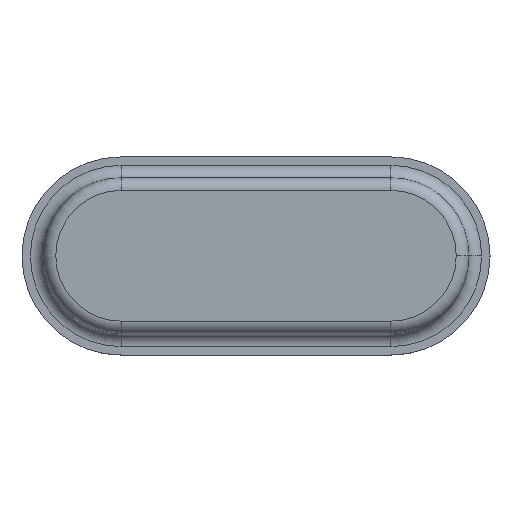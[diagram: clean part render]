
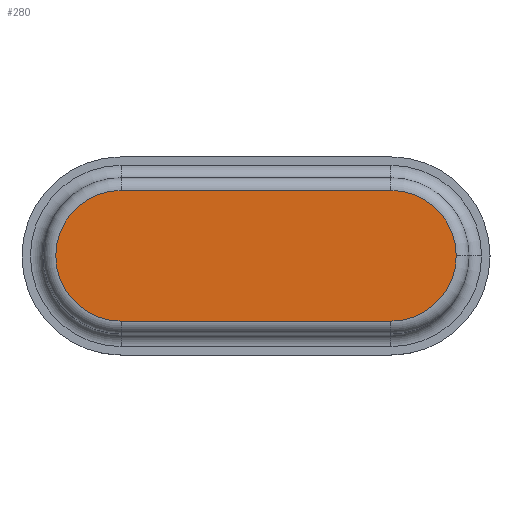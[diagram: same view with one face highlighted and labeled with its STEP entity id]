
A CAD part, top view. The second image highlights one B-rep face of the part: STEP entity #280.
In plain terms, the highlighted planar face has unit normal (0, 0, 1).
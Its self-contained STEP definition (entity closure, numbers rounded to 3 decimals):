
#105 = PLANE ( 'NONE',  #5964 ) ;
#280 = ADVANCED_FACE ( 'NONE', ( #1037 ), #105, .T. ) ;
#485 = CARTESIAN_POINT ( 'NONE',  ( 3.2, 1.55, 3.6 ) ) ;
#647 = ORIENTED_EDGE ( 'NONE', *, *, #1984, .T. ) ;
#716 = AXIS2_PLACEMENT_3D ( 'NONE', #3734, #10231, #7390 ) ;
#801 = VECTOR ( 'NONE', #11184, 1000. ) ;
#917 = CIRCLE ( 'NONE', #5044, 1.55 ) ;
#1037 = FACE_OUTER_BOUND ( 'NONE', #12083, .T. ) ;
#1241 = EDGE_CURVE ( 'NONE', #10838, #5166, #4698, .T. ) ;
#1553 = AXIS2_PLACEMENT_3D ( 'NONE', #5487, #7330, #11108 ) ;
#1663 = LINE ( 'NONE', #5431, #801 ) ;
#1729 = DIRECTION ( 'NONE',  ( 1., 0., 0. ) ) ;
#1984 = EDGE_CURVE ( 'NONE', #5184, #9981, #917, .T. ) ;
#3008 = EDGE_CURVE ( 'NONE', #5166, #5184, #1663, .T. ) ;
#3114 = VECTOR ( 'NONE', #10315, 1000. ) ;
#3565 = CARTESIAN_POINT ( 'NONE',  ( -3.2, 0., 3.6 ) ) ;
#3734 = CARTESIAN_POINT ( 'NONE',  ( 3.2, 0., 3.6 ) ) ;
#4207 = EDGE_CURVE ( 'NONE', #9981, #7102, #11027, .T. ) ;
#4698 = CIRCLE ( 'NONE', #1553, 1.55 ) ;
#5044 = AXIS2_PLACEMENT_3D ( 'NONE', #3565, #10184, #1729 ) ;
#5166 = VERTEX_POINT ( 'NONE', #485 ) ;
#5184 = VERTEX_POINT ( 'NONE', #11180 ) ;
#5431 = CARTESIAN_POINT ( 'NONE',  ( -3.2, 1.55, 3.6 ) ) ;
#5487 = CARTESIAN_POINT ( 'NONE',  ( 3.2, 0., 3.6 ) ) ;
#5518 = CARTESIAN_POINT ( 'NONE',  ( 3.2, -1.55, 3.6 ) ) ;
#5964 = AXIS2_PLACEMENT_3D ( 'NONE', #5966, #6029, #6101 ) ;
#5966 = CARTESIAN_POINT ( 'NONE',  ( -3.2, 0., 3.6 ) ) ;
#6024 = CIRCLE ( 'NONE', #716, 1.55 ) ;
#6029 = DIRECTION ( 'NONE',  ( 0., 0., 1. ) ) ;
#6101 = DIRECTION ( 'NONE',  ( 1., 0., 0. ) ) ;
#6764 = ORIENTED_EDGE ( 'NONE', *, *, #4207, .T. ) ;
#7102 = VERTEX_POINT ( 'NONE', #5518 ) ;
#7215 = CARTESIAN_POINT ( 'NONE',  ( -3.2, -1.55, 3.6 ) ) ;
#7330 = DIRECTION ( 'NONE',  ( 0., 0., 1. ) ) ;
#7390 = DIRECTION ( 'NONE',  ( 1., 0., 0. ) ) ;
#8035 = ORIENTED_EDGE ( 'NONE', *, *, #3008, .T. ) ;
#8798 = EDGE_CURVE ( 'NONE', #7102, #10838, #6024, .T. ) ;
#9177 = ORIENTED_EDGE ( 'NONE', *, *, #8798, .T. ) ;
#9388 = CARTESIAN_POINT ( 'NONE',  ( 3.2, -1.55, 3.6 ) ) ;
#9981 = VERTEX_POINT ( 'NONE', #7215 ) ;
#10184 = DIRECTION ( 'NONE',  ( 0., 0., 1. ) ) ;
#10231 = DIRECTION ( 'NONE',  ( 0., 0., 1. ) ) ;
#10315 = DIRECTION ( 'NONE',  ( 1., 0., 0. ) ) ;
#10838 = VERTEX_POINT ( 'NONE', #10988 ) ;
#10988 = CARTESIAN_POINT ( 'NONE',  ( 4.75, 0., 3.6 ) ) ;
#11027 = LINE ( 'NONE', #9388, #3114 ) ;
#11108 = DIRECTION ( 'NONE',  ( 1., 0., 0. ) ) ;
#11180 = CARTESIAN_POINT ( 'NONE',  ( -3.2, 1.55, 3.6 ) ) ;
#11184 = DIRECTION ( 'NONE',  ( -1., 0., 0. ) ) ;
#11643 = ORIENTED_EDGE ( 'NONE', *, *, #1241, .T. ) ;
#12083 = EDGE_LOOP ( 'NONE', ( #8035, #647, #6764, #9177, #11643 ) ) ;
